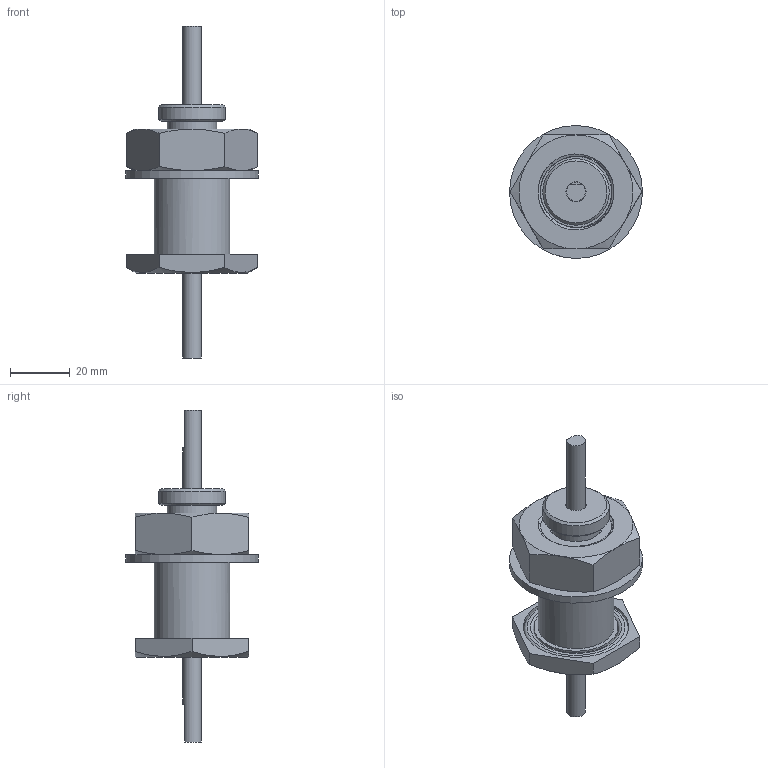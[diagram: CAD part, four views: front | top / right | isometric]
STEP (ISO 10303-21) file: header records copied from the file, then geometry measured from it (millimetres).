
FILE_DESCRIPTION(/* description */ (''),/* implementation_level */ '2;1');
FILE_NAME(/* name */ '2002011b.stp',/* time_stamp */ '2019-07-12T07:31:47-04:00',/* author */ ('Glen_C'),/* organization */ (''),/* preprocessor_version */ 'ST-DEVELOPER v16.13',/* originating_system */ 'Autodesk Inventor 2018',/* authorisation */ '');
FILE_SCHEMA (('AUTOMOTIVE_DESIGN { 1 0 10303 214 3 1 1 }'));
Length unit declared in the file: inch
Products named in the file (1): 2002011_S
Bounding box: 44.45 x 44.45 x 111.05 mm (x, y, z)
Volume: 42064.1 mm3; surface area: 17751.8 mm2
Topology: 1 solids, 2 shells, 144 faces, 322 edges, 201 vertices
Faces by surface type: plane 60, cylinder 45, cone 32, torus 7
Full cylindrical faces by diameter (mm): 0.889 x2, 5.588 x2, 6.172 x2, 6.325 x4, 6.35 x1, 6.731 x2, 8.179 x2, 10.617 x2, 12.7 x2, 15.875 x1, 15.926 x1, 16.51 x1, 17.958 x1, 22.225 x1, 25.349 x1, 25.4 x2, 28.194 x1, 28.372 x1, 34.925 x1, 35.306 x1, 44.45 x1
Entity records: 4596 total; most frequent: CARTESIAN_POINT 1404, DIRECTION 650, ORIENTED_EDGE 530, AXIS2_PLACEMENT_3D 295, EDGE_CURVE 264, EDGE_LOOP 224, VERTEX_POINT 192, STYLED_ITEM 145
